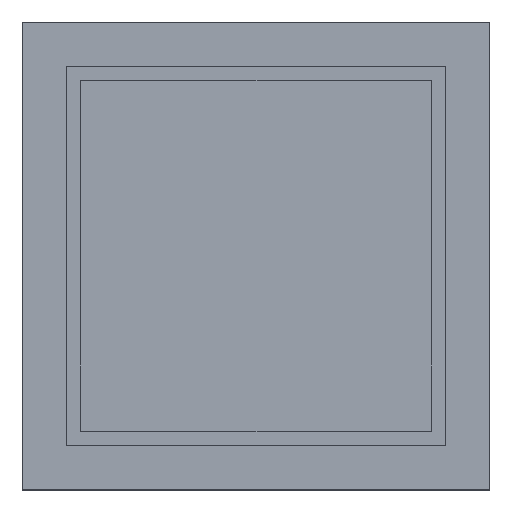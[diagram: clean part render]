
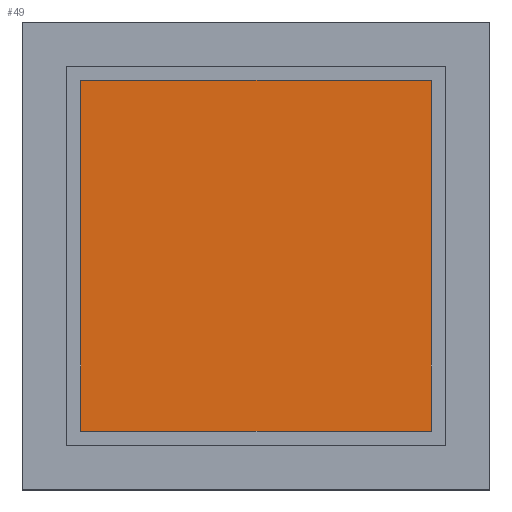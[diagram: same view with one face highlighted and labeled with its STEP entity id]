
A CAD part, top view. The second image highlights one B-rep face of the part: STEP entity #49.
In plain terms, the highlighted planar face has unit normal (0, 0, 1).
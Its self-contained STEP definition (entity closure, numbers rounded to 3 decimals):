
#49=ADVANCED_FACE('',(#110),#80,.F.);
#80=PLANE('',#568);
#110=FACE_OUTER_BOUND('',#140,.T.);
#140=EDGE_LOOP('',(#204,#205,#206,#207));
#204=ORIENTED_EDGE('',*,*,#352,.T.);
#205=ORIENTED_EDGE('',*,*,#348,.T.);
#206=ORIENTED_EDGE('',*,*,#370,.T.);
#207=ORIENTED_EDGE('',*,*,#355,.T.);
#304=VERTEX_POINT('',#726);
#305=VERTEX_POINT('',#727);
#308=VERTEX_POINT('',#735);
#310=VERTEX_POINT('',#741);
#348=EDGE_CURVE('',#304,#305,#418,.T.);
#352=EDGE_CURVE('',#308,#304,#422,.T.);
#355=EDGE_CURVE('',#310,#308,#425,.T.);
#370=EDGE_CURVE('',#305,#310,#440,.T.);
#418=LINE('',#725,#488);
#422=LINE('',#734,#492);
#425=LINE('',#740,#495);
#440=LINE('',#770,#510);
#488=VECTOR('',#592,1.);
#492=VECTOR('',#598,1.);
#495=VECTOR('',#603,1.);
#510=VECTOR('',#628,1.);
#568=AXIS2_PLACEMENT_3D('',#774,#634,#635);
#592=DIRECTION('',(0.,-1.,0.));
#598=DIRECTION('',(-1.,0.,0.));
#603=DIRECTION('',(0.,1.,0.));
#628=DIRECTION('',(1.,0.,0.));
#634=DIRECTION('',(0.,0.,-1.));
#635=DIRECTION('',(-1.,0.,0.));
#725=CARTESIAN_POINT('',(-15.,-15.,32.));
#726=CARTESIAN_POINT('',(-15.,15.,32.));
#727=CARTESIAN_POINT('',(-15.,-15.,32.));
#734=CARTESIAN_POINT('',(-15.,15.,32.));
#735=CARTESIAN_POINT('',(15.,15.,32.));
#740=CARTESIAN_POINT('',(15.,15.,32.));
#741=CARTESIAN_POINT('',(15.,-15.,32.));
#770=CARTESIAN_POINT('',(15.,-15.,32.));
#774=CARTESIAN_POINT('',(0.,0.,32.));
